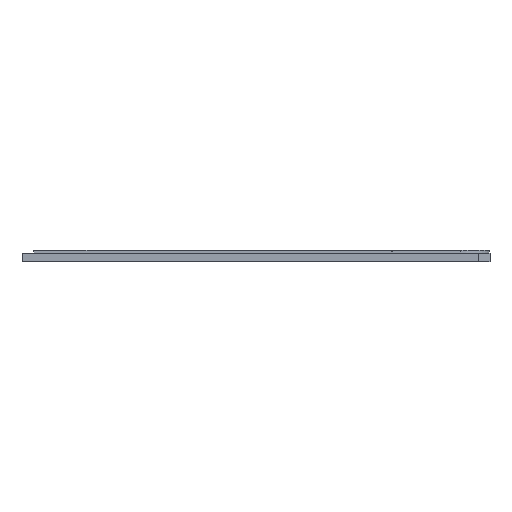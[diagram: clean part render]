
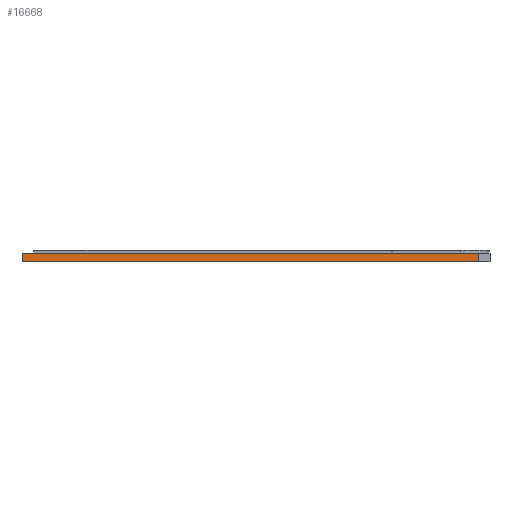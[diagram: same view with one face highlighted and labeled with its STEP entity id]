
A CAD part, left-side view. The second image highlights one B-rep face of the part: STEP entity #16668.
In plain terms, the highlighted planar face has unit normal (-1, 0, 0).
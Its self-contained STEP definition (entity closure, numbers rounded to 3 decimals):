
#2224=FACE_OUTER_BOUND('',#3194,.T.);
#3194=EDGE_LOOP('',(#15320,#15321,#15322,#15323));
#3731=LINE('',#25838,#5339);
#4788=LINE('',#33060,#6396);
#4804=LINE('',#33095,#6412);
#4805=LINE('',#33096,#6413);
#5339=VECTOR('',#17938,10.);
#6396=VECTOR('',#19705,10.);
#6412=VECTOR('',#19727,10.);
#6413=VECTOR('',#19728,10.);
#7037=VERTEX_POINT('',#25823);
#7044=VERTEX_POINT('',#25836);
#8045=VERTEX_POINT('',#33057);
#8046=VERTEX_POINT('',#33059);
#8979=EDGE_CURVE('',#7044,#7037,#3731,.T.);
#10474=EDGE_CURVE('',#8045,#8046,#4788,.T.);
#10492=EDGE_CURVE('',#8045,#7037,#4804,.T.);
#10493=EDGE_CURVE('',#8046,#7044,#4805,.T.);
#15320=ORIENTED_EDGE('',*,*,#10474,.F.);
#15321=ORIENTED_EDGE('',*,*,#10492,.T.);
#15322=ORIENTED_EDGE('',*,*,#8979,.F.);
#15323=ORIENTED_EDGE('',*,*,#10493,.F.);
#15819=PLANE('',#17173);
#16668=ADVANCED_FACE('',(#2224),#15819,.T.);
#17173=AXIS2_PLACEMENT_3D('',#33094,#19725,#19726);
#17938=DIRECTION('',(0.,1.,0.));
#19705=DIRECTION('',(0.,-1.,0.));
#19725=DIRECTION('center_axis',(-1.,0.,
0.));
#19726=DIRECTION('ref_axis',(0.,1.,0.));
#19727=DIRECTION('',(0.,0.,-1.));
#19728=DIRECTION('',(0.,0.,-1.));
#25823=CARTESIAN_POINT('',(-86.3,332.85,-30.8));
#25836=CARTESIAN_POINT('',(-86.25,179.933,-30.8));
#25838=CARTESIAN_POINT('',(-86.287,293.636,-30.8));
#33057=CARTESIAN_POINT('',(-86.3,332.85,-28.));
#33059=CARTESIAN_POINT('',(-86.25,179.933,-28.));
#33060=CARTESIAN_POINT('',(-86.287,293.636,-28.));
#33094=CARTESIAN_POINT('Origin',(-86.25,179.933,-28.));
#33095=CARTESIAN_POINT('',(-86.3,332.85,-28.));
#33096=CARTESIAN_POINT('',(-86.25,179.933,-28.));
